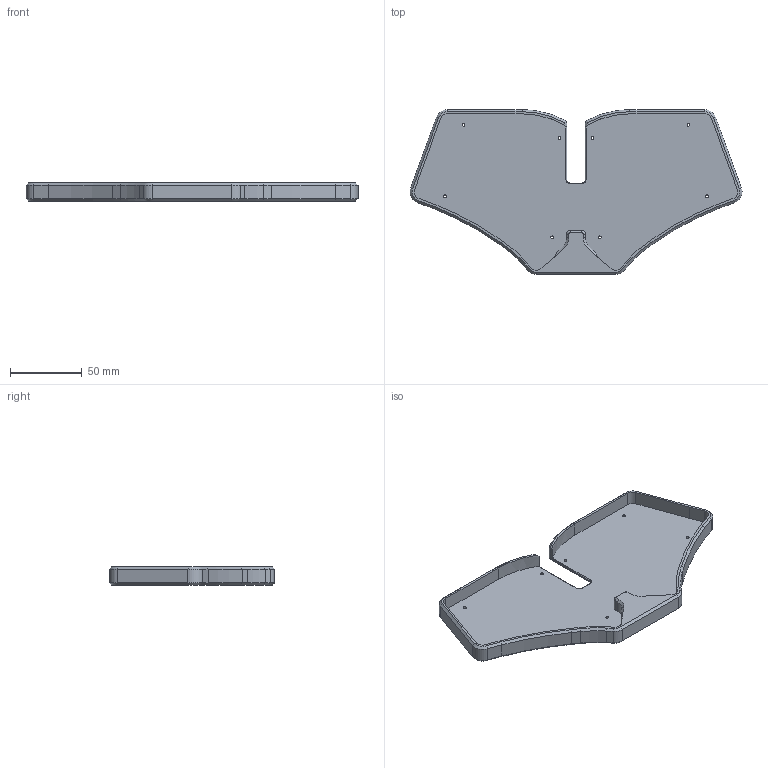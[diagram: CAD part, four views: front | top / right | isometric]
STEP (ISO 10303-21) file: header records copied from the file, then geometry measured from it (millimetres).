
FILE_DESCRIPTION(/* description */ (''),/* implementation_level */ '2;1');
FILE_NAME(/* name */ 'case-body.step',/* time_stamp */ '2023-05-27T23:03:22-07:00',/* author */ (''),/* organization */ (''),/* preprocessor_version */ 'ST-DEVELOPER v19.2',/* originating_system */ 'Autodesk Translation Framework v12.4.0.73',/* authorisation */ '');
FILE_SCHEMA (('AUTOMOTIVE_DESIGN { 1 0 10303 214 3 1 1 }'));
Length unit declared in the file: millimetre
Products named in the file (1): godforsaken cheapis case
Bounding box: 231.29 x 114.88 x 12.6 mm (x, y, z)
Volume: 79202.6 mm3; surface area: 50594.7 mm2
Topology: 1 solids, 1 shells, 149 faces, 373 edges, 226 vertices
Faces by surface type: plane 54, cylinder 42, cone 36, bspline 17
Full cylindrical faces by diameter (mm): 2 x8
Entity records: 23594 total; most frequent: CARTESIAN_POINT 20016, ORIENTED_EDGE 746, DIRECTION 723, EDGE_CURVE 373, AXIS2_PLACEMENT_3D 255, VERTEX_POINT 226, LINE 213, VECTOR 213
